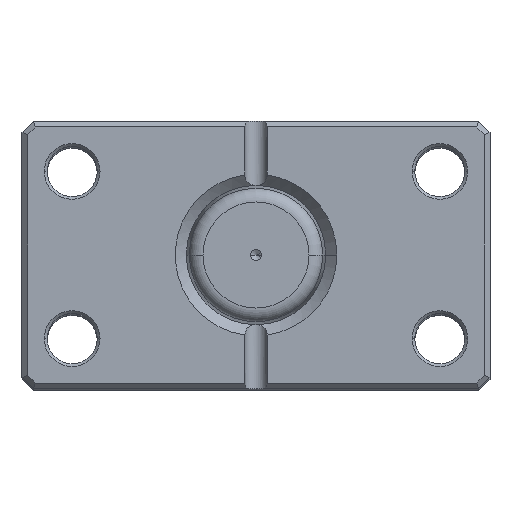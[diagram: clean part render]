
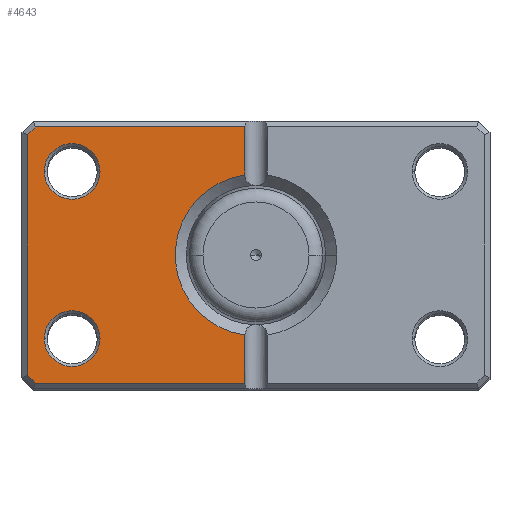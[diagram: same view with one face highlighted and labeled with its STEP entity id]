
A CAD part, top view. The second image highlights one B-rep face of the part: STEP entity #4643.
In plain terms, the highlighted face is planar.
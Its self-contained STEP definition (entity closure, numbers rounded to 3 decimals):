
#1 = CARTESIAN_POINT ( 'NONE',  ( 2., 23., 0. ) ) ;
#109 = CARTESIAN_POINT ( 'NONE',  ( 31.293, -31.293, 0. ) ) ;
#148 = VERTEX_POINT ( 'NONE', #3013 ) ;
#172 = CARTESIAN_POINT ( 'NONE',  ( 2., 24., 0. ) ) ;
#179 = AXIS2_PLACEMENT_3D ( 'NONE', #5410, #2615, #5877 ) ;
#210 = CARTESIAN_POINT ( 'NONE',  ( 41., 21.586, 0. ) ) ;
#239 = DIRECTION ( 'NONE',  ( 0.707, -0.707, 0. ) ) ;
#288 = DIRECTION ( 'NONE',  ( 0., -1., 0. ) ) ;
#302 = ORIENTED_EDGE ( 'NONE', *, *, #3678, .T. ) ;
#318 = CARTESIAN_POINT ( 'NONE',  ( 33., 15., 0. ) ) ;
#393 = EDGE_CURVE ( 'NONE', #5261, #2892, #5179, .T. ) ;
#396 = VERTEX_POINT ( 'NONE', #1315 ) ;
#484 = VECTOR ( 'NONE', #239, 1000. ) ;
#512 = CIRCLE ( 'NONE', #5813, 14.5 ) ;
#711 = DIRECTION ( 'NONE',  ( 0., 0., 1. ) ) ;
#818 = DIRECTION ( 'NONE',  ( 1., 0., 0. ) ) ;
#859 = ORIENTED_EDGE ( 'NONE', *, *, #5213, .T. ) ;
#952 = EDGE_CURVE ( 'NONE', #3184, #148, #512, .T. ) ;
#1027 = ORIENTED_EDGE ( 'NONE', *, *, #4065, .T. ) ;
#1057 = CARTESIAN_POINT ( 'NONE',  ( 2., 24., 0. ) ) ;
#1062 = CARTESIAN_POINT ( 'NONE',  ( 38., -15., 0. ) ) ;
#1063 = EDGE_LOOP ( 'NONE', ( #4696, #1027 ) ) ;
#1146 = CIRCLE ( 'NONE', #3248, 5. ) ;
#1163 = VERTEX_POINT ( 'NONE', #4473 ) ;
#1174 = ORIENTED_EDGE ( 'NONE', *, *, #5339, .T. ) ;
#1233 = FACE_BOUND ( 'NONE', #1063, .T. ) ;
#1248 = CARTESIAN_POINT ( 'NONE',  ( 0., 0., 0. ) ) ;
#1307 = VERTEX_POINT ( 'NONE', #1 ) ;
#1315 = CARTESIAN_POINT ( 'NONE',  ( 28., 15., 0. ) ) ;
#1318 = VERTEX_POINT ( 'NONE', #1062 ) ;
#1380 = FACE_OUTER_BOUND ( 'NONE', #2726, .T. ) ;
#1593 = VECTOR ( 'NONE', #2078, 1000. ) ;
#1711 = LINE ( 'NONE', #109, #5405 ) ;
#1738 = CIRCLE ( 'NONE', #179, 5. ) ;
#1866 = CARTESIAN_POINT ( 'NONE',  ( 33., 15., 0. ) ) ;
#1989 = LINE ( 'NONE', #1057, #5561 ) ;
#2078 = DIRECTION ( 'NONE',  ( 1., 0., 0. ) ) ;
#2111 = EDGE_CURVE ( 'NONE', #148, #1307, #1989, .T. ) ;
#2157 = VECTOR ( 'NONE', #5775, 1000. ) ;
#2161 = EDGE_CURVE ( 'NONE', #2892, #1163, #1711, .T. ) ;
#2224 = ORIENTED_EDGE ( 'NONE', *, *, #952, .T. ) ;
#2328 = DIRECTION ( 'NONE',  ( 1., 0., 0. ) ) ;
#2330 = EDGE_CURVE ( 'NONE', #1318, #5584, #1146, .T. ) ;
#2429 = FACE_BOUND ( 'NONE', #3552, .T. ) ;
#2445 = VECTOR ( 'NONE', #3780, 1000. ) ;
#2602 = DIRECTION ( 'NONE',  ( 0., 0., 1. ) ) ;
#2615 = DIRECTION ( 'NONE',  ( 0., 0., 1. ) ) ;
#2726 = EDGE_LOOP ( 'NONE', ( #859, #2224, #4555, #5508, #3314, #3164, #4408, #302 ) ) ;
#2892 = VERTEX_POINT ( 'NONE', #3190 ) ;
#2911 = DIRECTION ( 'NONE',  ( -0.707, -0.707, 0. ) ) ;
#2973 = AXIS2_PLACEMENT_3D ( 'NONE', #1866, #5112, #2328 ) ;
#3013 = CARTESIAN_POINT ( 'NONE',  ( 2., 14.361, 0. ) ) ;
#3021 = DIRECTION ( 'NONE',  ( 0., 0., 1. ) ) ;
#3041 = DIRECTION ( 'NONE',  ( 1., 0., 0. ) ) ;
#3056 = CARTESIAN_POINT ( 'NONE',  ( 0., 0., 0. ) ) ;
#3159 = CIRCLE ( 'NONE', #2973, 5. ) ;
#3164 = ORIENTED_EDGE ( 'NONE', *, *, #393, .T. ) ;
#3184 = VERTEX_POINT ( 'NONE', #4788 ) ;
#3190 = CARTESIAN_POINT ( 'NONE',  ( 41., -21.586, 0. ) ) ;
#3248 = AXIS2_PLACEMENT_3D ( 'NONE', #3467, #711, #3935 ) ;
#3314 = ORIENTED_EDGE ( 'NONE', *, *, #5308, .T. ) ;
#3319 = CARTESIAN_POINT ( 'NONE',  ( 0., -23., 0. ) ) ;
#3467 = CARTESIAN_POINT ( 'NONE',  ( 33., -15., 0. ) ) ;
#3552 = EDGE_LOOP ( 'NONE', ( #1174, #4771 ) ) ;
#3578 = DIRECTION ( 'NONE',  ( 0., 0., 1. ) ) ;
#3678 = EDGE_CURVE ( 'NONE', #1163, #6060, #3826, .T. ) ;
#3780 = DIRECTION ( 'NONE',  ( -1., 0., 0. ) ) ;
#3826 = LINE ( 'NONE', #3319, #2445 ) ;
#3861 = EDGE_CURVE ( 'NONE', #1307, #5305, #5281, .T. ) ;
#3876 = CARTESIAN_POINT ( 'NONE',  ( 38., 15., 0. ) ) ;
#3935 = DIRECTION ( 'NONE',  ( 1., 0., 0. ) ) ;
#3981 = PLANE ( 'NONE',  #4298 ) ;
#4065 = EDGE_CURVE ( 'NONE', #5652, #396, #3159, .T. ) ;
#4163 = CARTESIAN_POINT ( 'NONE',  ( 28., -15., 0. ) ) ;
#4236 = AXIS2_PLACEMENT_3D ( 'NONE', #318, #3578, #818 ) ;
#4245 = CARTESIAN_POINT ( 'NONE',  ( 2., -23., 0. ) ) ;
#4298 = AXIS2_PLACEMENT_3D ( 'NONE', #1248, #2602, #5862 ) ;
#4339 = CIRCLE ( 'NONE', #4236, 5. ) ;
#4408 = ORIENTED_EDGE ( 'NONE', *, *, #2161, .T. ) ;
#4439 = CARTESIAN_POINT ( 'NONE',  ( 31.293, 31.293, 0. ) ) ;
#4473 = CARTESIAN_POINT ( 'NONE',  ( 39.586, -23., 0. ) ) ;
#4555 = ORIENTED_EDGE ( 'NONE', *, *, #2111, .T. ) ;
#4643 = ADVANCED_FACE ( 'NONE', ( #2429, #1233, #1380 ), #3981, .F. ) ;
#4696 = ORIENTED_EDGE ( 'NONE', *, *, #5824, .T. ) ;
#4721 = DIRECTION ( 'NONE',  ( 0., 1., 0. ) ) ;
#4771 = ORIENTED_EDGE ( 'NONE', *, *, #2330, .T. ) ;
#4788 = CARTESIAN_POINT ( 'NONE',  ( 2., -14.361, 0. ) ) ;
#4855 = CARTESIAN_POINT ( 'NONE',  ( 0., 23., 0. ) ) ;
#5018 = VECTOR ( 'NONE', #288, 1000. ) ;
#5112 = DIRECTION ( 'NONE',  ( 0., 0., 1. ) ) ;
#5179 = LINE ( 'NONE', #5882, #5018 ) ;
#5213 = EDGE_CURVE ( 'NONE', #6060, #3184, #5869, .T. ) ;
#5261 = VERTEX_POINT ( 'NONE', #210 ) ;
#5281 = LINE ( 'NONE', #4855, #1593 ) ;
#5289 = LINE ( 'NONE', #4439, #484 ) ;
#5305 = VERTEX_POINT ( 'NONE', #5372 ) ;
#5308 = EDGE_CURVE ( 'NONE', #5305, #5261, #5289, .T. ) ;
#5339 = EDGE_CURVE ( 'NONE', #5584, #1318, #1738, .T. ) ;
#5372 = CARTESIAN_POINT ( 'NONE',  ( 39.586, 23., 0. ) ) ;
#5405 = VECTOR ( 'NONE', #2911, 1000. ) ;
#5410 = CARTESIAN_POINT ( 'NONE',  ( 33., -15., 0. ) ) ;
#5508 = ORIENTED_EDGE ( 'NONE', *, *, #3861, .T. ) ;
#5561 = VECTOR ( 'NONE', #4721, 1000. ) ;
#5584 = VERTEX_POINT ( 'NONE', #4163 ) ;
#5652 = VERTEX_POINT ( 'NONE', #3876 ) ;
#5775 = DIRECTION ( 'NONE',  ( 0., 1., 0. ) ) ;
#5813 = AXIS2_PLACEMENT_3D ( 'NONE', #3056, #3021, #3041 ) ;
#5824 = EDGE_CURVE ( 'NONE', #396, #5652, #4339, .T. ) ;
#5862 = DIRECTION ( 'NONE',  ( 1., 0., 0. ) ) ;
#5869 = LINE ( 'NONE', #172, #2157 ) ;
#5877 = DIRECTION ( 'NONE',  ( 1., 0., 0. ) ) ;
#5882 = CARTESIAN_POINT ( 'NONE',  ( 41., 0., 0. ) ) ;
#6060 = VERTEX_POINT ( 'NONE', #4245 ) ;
